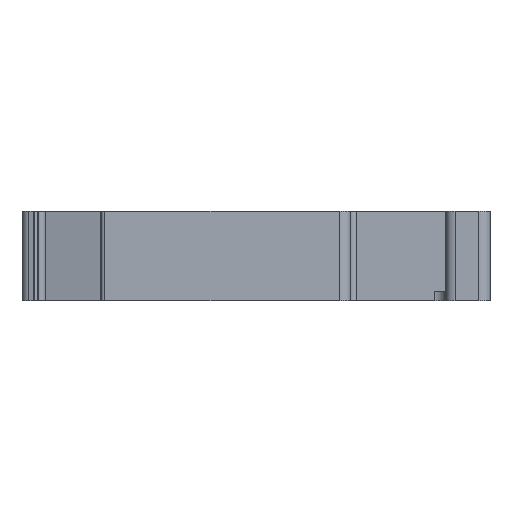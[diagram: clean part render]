
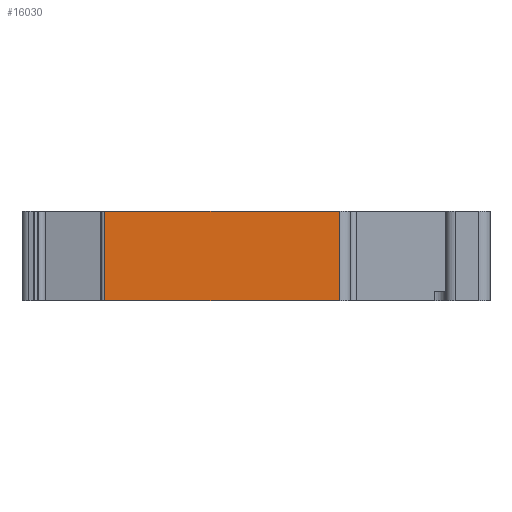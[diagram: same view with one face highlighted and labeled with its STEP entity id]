
A CAD part, left-side view. The second image highlights one B-rep face of the part: STEP entity #16030.
In plain terms, the highlighted planar face has unit normal (-1, 0, 0).
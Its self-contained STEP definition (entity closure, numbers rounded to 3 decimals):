
#1366 = CARTESIAN_POINT ( 'NONE',  ( 1065.973, 1427.487, 2106.877 ) ) ;
#1827 = CARTESIAN_POINT ( 'NONE',  ( 1065.973, 1448.787, 2106.877 ) ) ;
#3354 = EDGE_CURVE ( 'NONE', #6705, #6012, #7077, .T. ) ;
#3382 = CARTESIAN_POINT ( 'NONE',  ( 1065.973, 1427.487, 2115.027 ) ) ;
#3609 = ORIENTED_EDGE ( 'NONE', *, *, #3354, .F. ) ;
#3879 = DIRECTION ( 'NONE',  ( 0., -1., 0. ) ) ;
#4162 = PLANE ( 'NONE',  #7042 ) ;
#4448 = EDGE_CURVE ( 'NONE', #6012, #5614, #17220, .T. ) ;
#4524 = LINE ( 'NONE', #24233, #11489 ) ;
#5614 = VERTEX_POINT ( 'NONE', #3382 ) ;
#5707 = EDGE_CURVE ( 'NONE', #6705, #22102, #4524, .T. ) ;
#6012 = VERTEX_POINT ( 'NONE', #11858 ) ;
#6705 = VERTEX_POINT ( 'NONE', #1827 ) ;
#7042 = AXIS2_PLACEMENT_3D ( 'NONE', #24707, #11274, #13561 ) ;
#7077 = LINE ( 'NONE', #13916, #23164 ) ;
#7410 = EDGE_CURVE ( 'NONE', #5614, #22102, #7903, .T. ) ;
#7903 = LINE ( 'NONE', #19122, #19824 ) ;
#11274 = DIRECTION ( 'NONE',  ( 1., 0., 0. ) ) ;
#11489 = VECTOR ( 'NONE', #3879, 1000. ) ;
#11720 = DIRECTION ( 'NONE',  ( 0., 0., 1. ) ) ;
#11858 = CARTESIAN_POINT ( 'NONE',  ( 1065.973, 1448.787, 2115.027 ) ) ;
#12364 = DIRECTION ( 'NONE',  ( 0., 0., -1. ) ) ;
#13561 = DIRECTION ( 'NONE',  ( 0., 1., 0. ) ) ;
#13916 = CARTESIAN_POINT ( 'NONE',  ( 1065.973, 1448.787, 2115.027 ) ) ;
#15670 = ORIENTED_EDGE ( 'NONE', *, *, #4448, .F. ) ;
#16030 = ADVANCED_FACE ( 'NONE', ( #27395 ), #4162, .F. ) ;
#17220 = LINE ( 'NONE', #23774, #21045 ) ;
#18567 = ORIENTED_EDGE ( 'NONE', *, *, #7410, .F. ) ;
#18877 = EDGE_LOOP ( 'NONE', ( #18567, #15670, #3609, #26833 ) ) ;
#19122 = CARTESIAN_POINT ( 'NONE',  ( 1065.973, 1427.487, 2115.027 ) ) ;
#19824 = VECTOR ( 'NONE', #12364, 1000. ) ;
#21045 = VECTOR ( 'NONE', #23966, 1000. ) ;
#22102 = VERTEX_POINT ( 'NONE', #1366 ) ;
#23164 = VECTOR ( 'NONE', #11720, 1000. ) ;
#23774 = CARTESIAN_POINT ( 'NONE',  ( 1065.973, 3455.275, 2115.027 ) ) ;
#23966 = DIRECTION ( 'NONE',  ( 0., -1., 0. ) ) ;
#24233 = CARTESIAN_POINT ( 'NONE',  ( 1065.973, 3455.275, 2106.877 ) ) ;
#24707 = CARTESIAN_POINT ( 'NONE',  ( 1065.973, 3455.275, 2115.027 ) ) ;
#26833 = ORIENTED_EDGE ( 'NONE', *, *, #5707, .T. ) ;
#27395 = FACE_OUTER_BOUND ( 'NONE', #18877, .T. ) ;
